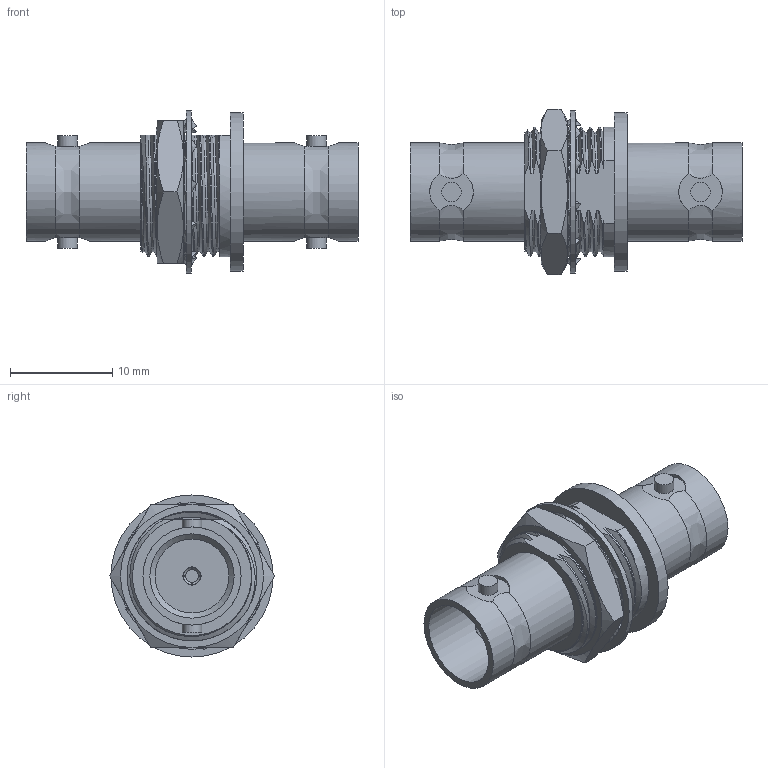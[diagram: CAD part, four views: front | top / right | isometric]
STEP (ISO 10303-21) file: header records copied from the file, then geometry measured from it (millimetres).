
FILE_DESCRIPTION (( 'STEP AP203' ), '1' );
FILE_NAME ('PE9791_3D.step', '2020-07-31T14:47:53', ( '' ), ( '' ), 'SwSTEP 2.0', 'SolidWorks 2018', '' );
FILE_SCHEMA (( 'CONFIG_CONTROL_DESIGN' ));
Length unit declared in the file: inch
Products named in the file (1): PE9791_3D
Bounding box: 32.51 x 16.17 x 15.88 mm (x, y, z)
Volume: 2054.7 mm3; surface area: 2767 mm2
Topology: 3 solids, 3 shells, 217 faces, 621 edges, 421 vertices
Faces by surface type: bspline 77, plane 72, cylinder 44, cone 24
Full cylindrical faces by diameter (mm): 1.27 x2, 1.778 x2, 1.905 x4, 8.255 x2, 9.601 x4, 15.494 x1, 15.875 x1
Entity records: 18697 total; most frequent: CARTESIAN_POINT 13729, ORIENTED_EDGE 1192, DIRECTION 765, EDGE_CURVE 596, VERTEX_POINT 413, AXIS2_PLACEMENT_3D 281, EDGE_LOOP 249, FACE_OUTER_BOUND 233
